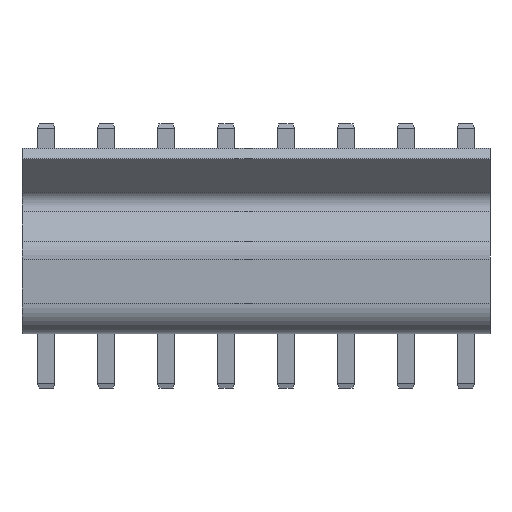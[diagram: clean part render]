
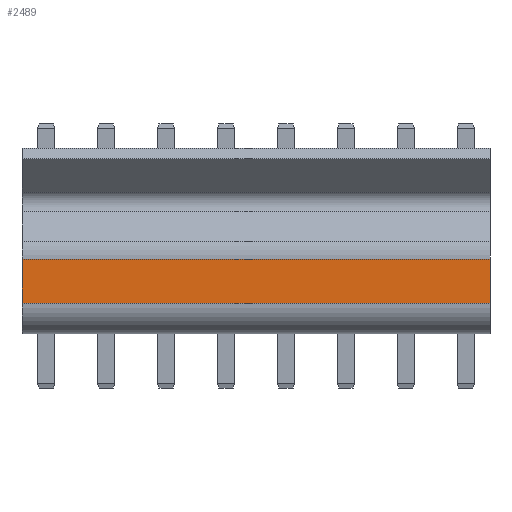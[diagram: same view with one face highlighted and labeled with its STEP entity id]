
A CAD part, front view. The second image highlights one B-rep face of the part: STEP entity #2489.
In plain terms, the highlighted planar face has unit normal (0, -1, 0).
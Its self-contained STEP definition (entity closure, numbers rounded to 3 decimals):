
#44 = PLANE('',#45);
#45 = AXIS2_PLACEMENT_3D('',#46,#47,#48);
#46 = CARTESIAN_POINT('',(29.32,-1.152,4.474));
#47 = DIRECTION('',(1.,0.,-0.));
#48 = DIRECTION('',(-0.,0.,-1.));
#490 = VERTEX_POINT('',#491);
#491 = CARTESIAN_POINT('',(29.32,-4.6,4.9));
#506 = CYLINDRICAL_SURFACE('',#507,1.925);
#507 = AXIS2_PLACEMENT_3D('',#508,#509,#510);
#508 = CARTESIAN_POINT('',(29.32,-2.676,4.958));
#509 = DIRECTION('',(1.,0.,0.));
#510 = DIRECTION('',(0.,-0.813,0.583)
);
#518 = EDGE_CURVE('',#490,#519,#521,.T.);
#519 = VERTEX_POINT('',#520);
#520 = CARTESIAN_POINT('',(29.32,-4.6,2.));
#521 = SURFACE_CURVE('',#522,(#526,#533),.PCURVE_S1.);
#522 = LINE('',#523,#524);
#523 = CARTESIAN_POINT('',(29.32,-4.6,4.9));
#524 = VECTOR('',#525,1.);
#525 = DIRECTION('',(-0.,0.,-1.));
#526 = PCURVE('',#44,#527);
#527 = DEFINITIONAL_REPRESENTATION('',(#528),#532);
#528 = LINE('',#529,#530);
#529 = CARTESIAN_POINT('',(-0.426,-3.448));
#530 = VECTOR('',#531,1.);
#531 = DIRECTION('',(1.,0.));
#532 = ( GEOMETRIC_REPRESENTATION_CONTEXT(2)
PARAMETRIC_REPRESENTATION_CONTEXT() REPRESENTATION_CONTEXT('2D SPACE',''
) );
#533 = PCURVE('',#534,#539);
#534 = PLANE('',#535);
#535 = AXIS2_PLACEMENT_3D('',#536,#537,#538);
#536 = CARTESIAN_POINT('',(29.32,-4.6,4.9));
#537 = DIRECTION('',(0.,-1.,0.));
#538 = DIRECTION('',(-0.,0.,-1.));
#539 = DEFINITIONAL_REPRESENTATION('',(#540),#544);
#540 = LINE('',#541,#542);
#541 = CARTESIAN_POINT('',(0.,0.));
#542 = VECTOR('',#543,1.);
#543 = DIRECTION('',(1.,0.));
#544 = ( GEOMETRIC_REPRESENTATION_CONTEXT(2)
PARAMETRIC_REPRESENTATION_CONTEXT() REPRESENTATION_CONTEXT('2D SPACE',''
) );
#563 = CYLINDRICAL_SURFACE('',#564,1.961);
#564 = AXIS2_PLACEMENT_3D('',#565,#566,#567);
#565 = CARTESIAN_POINT('',(29.32,-2.64,1.96));
#566 = DIRECTION('',(1.,0.,0.));
#567 = DIRECTION('',(0.,-1.,
0.02));
#836 = PLANE('',#837);
#837 = AXIS2_PLACEMENT_3D('',#838,#839,#840);
#838 = CARTESIAN_POINT('',(-1.6,-1.152,4.474));
#839 = DIRECTION('',(1.,0.,-0.));
#840 = DIRECTION('',(-0.,0.,-1.));
#2445 = VERTEX_POINT('',#2446);
#2446 = CARTESIAN_POINT('',(-1.6,-4.6,4.9));
#2468 = EDGE_CURVE('',#490,#2445,#2469,.T.);
#2469 = SURFACE_CURVE('',#2470,(#2474,#2481),.PCURVE_S1.);
#2470 = LINE('',#2471,#2472);
#2471 = CARTESIAN_POINT('',(29.32,-4.6,4.9));
#2472 = VECTOR('',#2473,1.);
#2473 = DIRECTION('',(-1.,0.,0.));
#2474 = PCURVE('',#506,#2475);
#2475 = DEFINITIONAL_REPRESENTATION('',(#2476),#2480);
#2476 = LINE('',#2477,#2478);
#2477 = CARTESIAN_POINT('',(0.652,0.));
#2478 = VECTOR('',#2479,1.);
#2479 = DIRECTION('',(0.,-1.));
#2480 = ( GEOMETRIC_REPRESENTATION_CONTEXT(2)
PARAMETRIC_REPRESENTATION_CONTEXT() REPRESENTATION_CONTEXT('2D SPACE',''
) );
#2481 = PCURVE('',#534,#2482);
#2482 = DEFINITIONAL_REPRESENTATION('',(#2483),#2487);
#2483 = LINE('',#2484,#2485);
#2484 = CARTESIAN_POINT('',(0.,0.));
#2485 = VECTOR('',#2486,1.);
#2486 = DIRECTION('',(0.,-1.));
#2487 = ( GEOMETRIC_REPRESENTATION_CONTEXT(2)
PARAMETRIC_REPRESENTATION_CONTEXT() REPRESENTATION_CONTEXT('2D SPACE',''
) );
#2489 = ADVANCED_FACE('',(#2490),#534,.T.);
#2490 = FACE_BOUND('',#2491,.T.);
#2491 = EDGE_LOOP('',(#2492,#2493,#2516,#2537));
#2492 = ORIENTED_EDGE('',*,*,#2468,.T.);
#2493 = ORIENTED_EDGE('',*,*,#2494,.T.);
#2494 = EDGE_CURVE('',#2445,#2495,#2497,.T.);
#2495 = VERTEX_POINT('',#2496);
#2496 = CARTESIAN_POINT('',(-1.6,-4.6,2.));
#2497 = SURFACE_CURVE('',#2498,(#2502,#2509),.PCURVE_S1.);
#2498 = LINE('',#2499,#2500);
#2499 = CARTESIAN_POINT('',(-1.6,-4.6,4.9));
#2500 = VECTOR('',#2501,1.);
#2501 = DIRECTION('',(-0.,0.,-1.));
#2502 = PCURVE('',#534,#2503);
#2503 = DEFINITIONAL_REPRESENTATION('',(#2504),#2508);
#2504 = LINE('',#2505,#2506);
#2505 = CARTESIAN_POINT('',(0.,-30.92));
#2506 = VECTOR('',#2507,1.);
#2507 = DIRECTION('',(1.,0.));
#2508 = ( GEOMETRIC_REPRESENTATION_CONTEXT(2)
PARAMETRIC_REPRESENTATION_CONTEXT() REPRESENTATION_CONTEXT('2D SPACE',''
) );
#2509 = PCURVE('',#836,#2510);
#2510 = DEFINITIONAL_REPRESENTATION('',(#2511),#2515);
#2511 = LINE('',#2512,#2513);
#2512 = CARTESIAN_POINT('',(-0.426,-3.448));
#2513 = VECTOR('',#2514,1.);
#2514 = DIRECTION('',(1.,0.));
#2515 = ( GEOMETRIC_REPRESENTATION_CONTEXT(2)
PARAMETRIC_REPRESENTATION_CONTEXT() REPRESENTATION_CONTEXT('2D SPACE',''
) );
#2516 = ORIENTED_EDGE('',*,*,#2517,.F.);
#2517 = EDGE_CURVE('',#519,#2495,#2518,.T.);
#2518 = SURFACE_CURVE('',#2519,(#2523,#2530),.PCURVE_S1.);
#2519 = LINE('',#2520,#2521);
#2520 = CARTESIAN_POINT('',(29.32,-4.6,2.));
#2521 = VECTOR('',#2522,1.);
#2522 = DIRECTION('',(-1.,0.,0.));
#2523 = PCURVE('',#534,#2524);
#2524 = DEFINITIONAL_REPRESENTATION('',(#2525),#2529);
#2525 = LINE('',#2526,#2527);
#2526 = CARTESIAN_POINT('',(2.9,0.));
#2527 = VECTOR('',#2528,1.);
#2528 = DIRECTION('',(0.,-1.));
#2529 = ( GEOMETRIC_REPRESENTATION_CONTEXT(2)
PARAMETRIC_REPRESENTATION_CONTEXT() REPRESENTATION_CONTEXT('2D SPACE',''
) );
#2530 = PCURVE('',#563,#2531);
#2531 = DEFINITIONAL_REPRESENTATION('',(#2532),#2536);
#2532 = LINE('',#2533,#2534);
#2533 = CARTESIAN_POINT('',(0.,0.));
#2534 = VECTOR('',#2535,1.);
#2535 = DIRECTION('',(0.,-1.));
#2536 = ( GEOMETRIC_REPRESENTATION_CONTEXT(2)
PARAMETRIC_REPRESENTATION_CONTEXT() REPRESENTATION_CONTEXT('2D SPACE',''
) );
#2537 = ORIENTED_EDGE('',*,*,#518,.F.);
